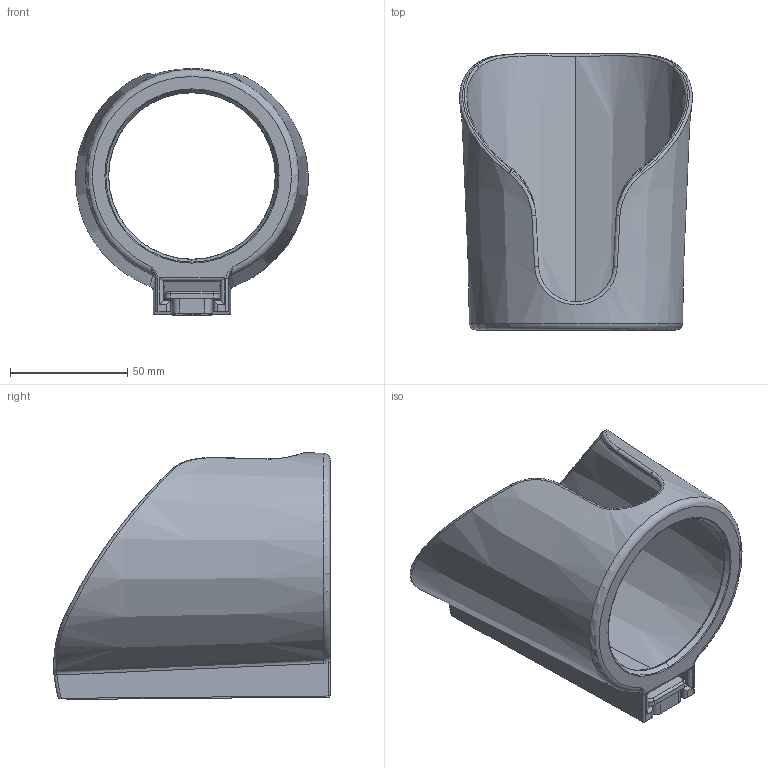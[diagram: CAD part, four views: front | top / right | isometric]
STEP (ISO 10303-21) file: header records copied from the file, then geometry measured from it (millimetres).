
FILE_DESCRIPTION (( 'STEP AP203' ), '1' );
FILE_NAME ('172553.step', '2025-08-14T17:56:28', ( '' ), ( '' ), 'SwSTEP 2.0', 'SolidWorks 2024', '' );
FILE_SCHEMA (( 'CONFIG_CONTROL_DESIGN' ));
Length unit declared in the file: millimetre
Products named in the file (1): 172553
Bounding box: 99.22 x 117.99 x 105.3 mm (x, y, z)
Volume: 111158.1 mm3; surface area: 71981 mm2
Topology: 2 solids, 2 shells, 290 faces, 729 edges, 442 vertices
Faces by surface type: cone 71, torus 69, plane 58, cylinder 47, bspline 45
Entity records: 13056 total; most frequent: CARTESIAN_POINT 6342, ORIENTED_EDGE 1454, DIRECTION 1389, EDGE_CURVE 727, AXIS2_PLACEMENT_3D 576, VERTEX_POINT 442, CIRCLE 330, EDGE_LOOP 301
